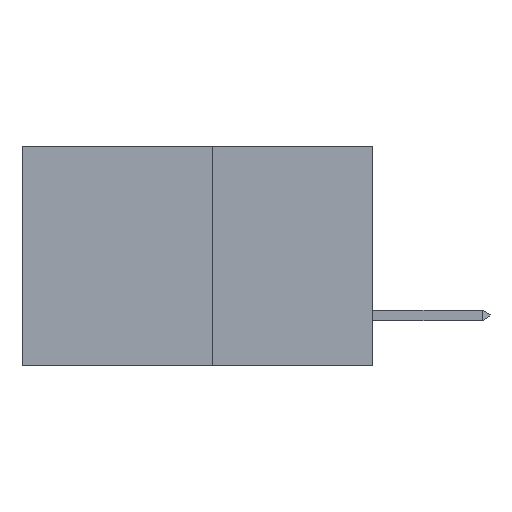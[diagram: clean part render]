
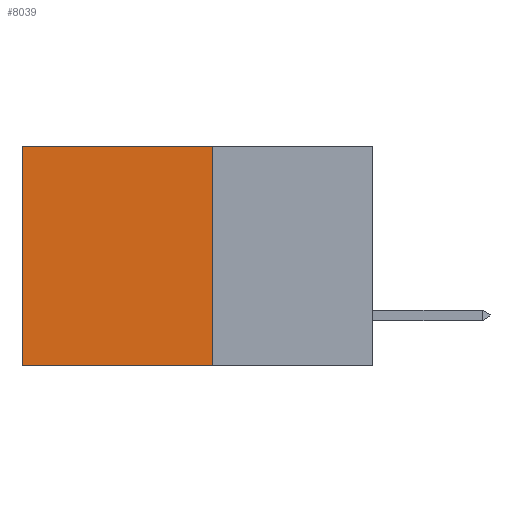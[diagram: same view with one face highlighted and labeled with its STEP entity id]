
A CAD part, left-side view. The second image highlights one B-rep face of the part: STEP entity #8039.
In plain terms, the highlighted planar face has unit normal (-1, 0, 0).
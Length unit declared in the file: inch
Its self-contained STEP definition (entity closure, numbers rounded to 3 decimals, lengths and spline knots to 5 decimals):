
#222 = CARTESIAN_POINT ( 'NONE',  ( 0.277, 0.27, -0.37 ) ) ;
#266 = LINE ( 'NONE', #7445, #13598 ) ;
#1449 = CARTESIAN_POINT ( 'NONE',  ( 0.277, 0.27, -0.37 ) ) ;
#2000 = AXIS2_PLACEMENT_3D ( 'NONE', #9879, #6129, #14780 ) ;
#3252 = LINE ( 'NONE', #222, #3646 ) ;
#3527 = CARTESIAN_POINT ( 'NONE',  ( 0.277, 0.27, 0. ) ) ;
#3558 = DIRECTION ( 'NONE',  ( 0., 1., 0. ) ) ;
#3620 = ORIENTED_EDGE ( 'NONE', *, *, #8550, .F. ) ;
#3646 = VECTOR ( 'NONE', #9460, 39.37008 ) ;
#3789 = VECTOR ( 'NONE', #14528, 39.37008 ) ;
#4209 = LINE ( 'NONE', #12073, #3789 ) ;
#4364 = EDGE_CURVE ( 'NONE', #9468, #11502, #266, .T. ) ;
#4367 = CARTESIAN_POINT ( 'NONE',  ( 0.277, 0.27, -0.37 ) ) ;
#4603 = EDGE_CURVE ( 'NONE', #15147, #13873, #12213, .T. ) ;
#5451 = CARTESIAN_POINT ( 'NONE',  ( 0.277, 0.59, 0. ) ) ;
#5521 = FACE_OUTER_BOUND ( 'NONE', #11138, .T. ) ;
#5558 = VECTOR ( 'NONE', #5687, 39.37008 ) ;
#5687 = DIRECTION ( 'NONE',  ( 0., 1., 0. ) ) ;
#6129 = DIRECTION ( 'NONE',  ( 1., 0., 0. ) ) ;
#7445 = CARTESIAN_POINT ( 'NONE',  ( 0.277, 0.27, 0. ) ) ;
#8039 = ADVANCED_FACE ( 'NONE', ( #5521 ), #13619, .F. ) ;
#8550 = EDGE_CURVE ( 'NONE', #9468, #15147, #3252, .T. ) ;
#9351 = CARTESIAN_POINT ( 'NONE',  ( 0.277, 0.59, -0.37 ) ) ;
#9460 = DIRECTION ( 'NONE',  ( 0., 0., -1. ) ) ;
#9468 = VERTEX_POINT ( 'NONE', #3527 ) ;
#9666 = ORIENTED_EDGE ( 'NONE', *, *, #11764, .T. ) ;
#9879 = CARTESIAN_POINT ( 'NONE',  ( 0.277, 0.27, -0.37 ) ) ;
#10409 = ORIENTED_EDGE ( 'NONE', *, *, #4364, .T. ) ;
#11138 = EDGE_LOOP ( 'NONE', ( #9666, #13314, #3620, #10409 ) ) ;
#11502 = VERTEX_POINT ( 'NONE', #5451 ) ;
#11764 = EDGE_CURVE ( 'NONE', #11502, #13873, #4209, .T. ) ;
#12073 = CARTESIAN_POINT ( 'NONE',  ( 0.277, 0.59, -0.37 ) ) ;
#12213 = LINE ( 'NONE', #4367, #5558 ) ;
#13314 = ORIENTED_EDGE ( 'NONE', *, *, #4603, .F. ) ;
#13598 = VECTOR ( 'NONE', #3558, 39.37008 ) ;
#13619 = PLANE ( 'NONE',  #2000 ) ;
#13873 = VERTEX_POINT ( 'NONE', #9351 ) ;
#14528 = DIRECTION ( 'NONE',  ( 0., 0., -1. ) ) ;
#14780 = DIRECTION ( 'NONE',  ( 0., 0., -1. ) ) ;
#15147 = VERTEX_POINT ( 'NONE', #1449 ) ;
